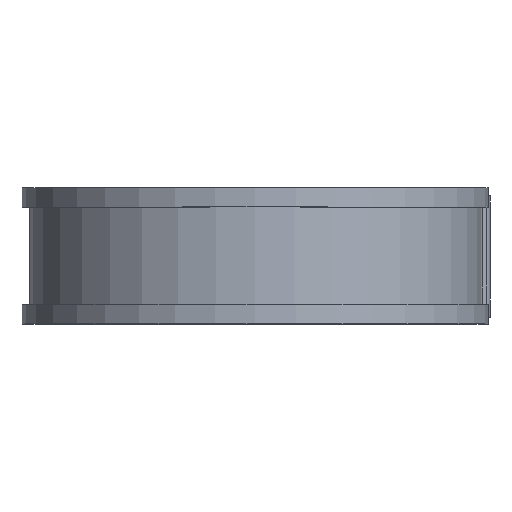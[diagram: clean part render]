
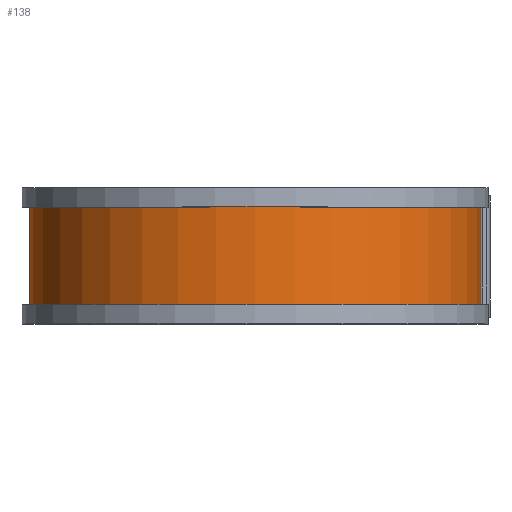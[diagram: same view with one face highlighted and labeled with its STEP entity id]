
A CAD part, top view. The second image highlights one B-rep face of the part: STEP entity #138.
In plain terms, the highlighted cylindrical face has radius 47.193 mm (diameter 94.386 mm), a partial arc.
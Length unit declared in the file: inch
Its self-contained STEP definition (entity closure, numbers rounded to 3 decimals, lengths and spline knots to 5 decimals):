
#3 = VERTEX_POINT ( 'NONE', #1423 ) ;
#43 = EDGE_CURVE ( 'NONE', #1698, #781, #296, .T. ) ;
#129 = VECTOR ( 'NONE', #242, 39.37008 ) ;
#132 = AXIS2_PLACEMENT_3D ( 'NONE', #315, #1551, #1543 ) ;
#138 = ADVANCED_FACE ( 'NONE', ( #718 ), #594, .T. ) ;
#151 = LINE ( 'NONE', #767, #1628 ) ;
#184 = CARTESIAN_POINT ( 'NONE',  ( 1.858, 0.4, 0. ) ) ;
#242 = DIRECTION ( 'NONE',  ( 0., -1., 0. ) ) ;
#259 = DIRECTION ( 'NONE',  ( 0., -1., 0. ) ) ;
#296 = LINE ( 'NONE', #1320, #129 ) ;
#315 = CARTESIAN_POINT ( 'NONE',  ( 0., -0.4, 0. ) ) ;
#475 = ORIENTED_EDGE ( 'NONE', *, *, #733, .T. ) ;
#547 = VERTEX_POINT ( 'NONE', #184 ) ;
#563 = EDGE_LOOP ( 'NONE', ( #1665, #475, #780, #1549 ) ) ;
#584 = EDGE_CURVE ( 'NONE', #3, #781, #1590, .T. ) ;
#594 = CYLINDRICAL_SURFACE ( 'NONE', #1648, 1.858 ) ;
#695 = DIRECTION ( 'NONE',  ( 0., -1., 0. ) ) ;
#718 = FACE_OUTER_BOUND ( 'NONE', #563, .T. ) ;
#733 = EDGE_CURVE ( 'NONE', #547, #1698, #1712, .T. ) ;
#767 = CARTESIAN_POINT ( 'NONE',  ( 1.858, 0.5, 0. ) ) ;
#780 = ORIENTED_EDGE ( 'NONE', *, *, #43, .T. ) ;
#781 = VERTEX_POINT ( 'NONE', #817 ) ;
#788 = EDGE_CURVE ( 'NONE', #547, #3, #151, .T. ) ;
#817 = CARTESIAN_POINT ( 'NONE',  ( 0., -0.4, -1.858 ) ) ;
#829 = CARTESIAN_POINT ( 'NONE',  ( 0., 0.5, 0. ) ) ;
#902 = AXIS2_PLACEMENT_3D ( 'NONE', #1100, #1094, #1080 ) ;
#1080 = DIRECTION ( 'NONE',  ( 0., 0., -1. ) ) ;
#1084 = DIRECTION ( 'NONE',  ( 0., 0., -1. ) ) ;
#1094 = DIRECTION ( 'NONE',  ( 0., -1., 0. ) ) ;
#1100 = CARTESIAN_POINT ( 'NONE',  ( 0., 0.4, 0. ) ) ;
#1156 = CARTESIAN_POINT ( 'NONE',  ( 0., 0.4, -1.858 ) ) ;
#1320 = CARTESIAN_POINT ( 'NONE',  ( 0., 0.5, -1.858 ) ) ;
#1423 = CARTESIAN_POINT ( 'NONE',  ( 1.858, -0.4, 0. ) ) ;
#1543 = DIRECTION ( 'NONE',  ( 0., 0., -1. ) ) ;
#1549 = ORIENTED_EDGE ( 'NONE', *, *, #584, .F. ) ;
#1551 = DIRECTION ( 'NONE',  ( 0., -1., 0. ) ) ;
#1590 = CIRCLE ( 'NONE', #132, 1.858 ) ;
#1628 = VECTOR ( 'NONE', #695, 39.37008 ) ;
#1648 = AXIS2_PLACEMENT_3D ( 'NONE', #829, #259, #1084 ) ;
#1665 = ORIENTED_EDGE ( 'NONE', *, *, #788, .F. ) ;
#1698 = VERTEX_POINT ( 'NONE', #1156 ) ;
#1712 = CIRCLE ( 'NONE', #902, 1.858 ) ;
